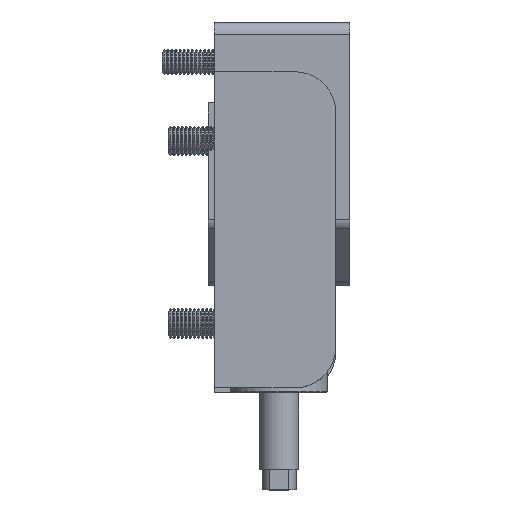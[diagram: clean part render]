
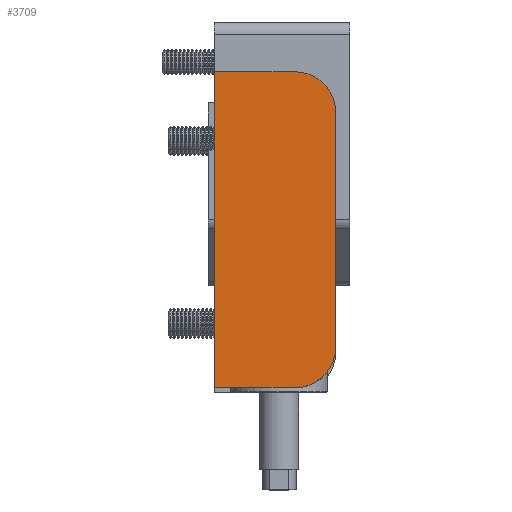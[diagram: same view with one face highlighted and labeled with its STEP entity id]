
A CAD part, top view. The second image highlights one B-rep face of the part: STEP entity #3709.
In plain terms, the highlighted planar face has unit normal (0, 0, 1).
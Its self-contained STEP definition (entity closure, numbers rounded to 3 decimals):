
#188 = VERTEX_POINT ( 'NONE', #1888 ) ;
#814 = LINE ( 'NONE', #9420, #10081 ) ;
#936 = CIRCLE ( 'NONE', #1425, 10. ) ;
#1030 = ORIENTED_EDGE ( 'NONE', *, *, #5657, .T. ) ;
#1145 = VECTOR ( 'NONE', #4453, 1000. ) ;
#1212 = DIRECTION ( 'NONE',  ( 0., 1., 0. ) ) ;
#1228 = AXIS2_PLACEMENT_3D ( 'NONE', #6476, #7449, #4073 ) ;
#1340 = VERTEX_POINT ( 'NONE', #7434 ) ;
#1425 = AXIS2_PLACEMENT_3D ( 'NONE', #2498, #3281, #1715 ) ;
#1715 = DIRECTION ( 'NONE',  ( -1., 0., 0. ) ) ;
#1888 = CARTESIAN_POINT ( 'NONE',  ( 39., -15., 35. ) ) ;
#1958 = CARTESIAN_POINT ( 'NONE',  ( -39., -15., 35. ) ) ;
#2160 = DIRECTION ( 'NONE',  ( 0., 0., 1. ) ) ;
#2266 = DIRECTION ( 'NONE',  ( -1., 0., 0. ) ) ;
#2267 = EDGE_CURVE ( 'NONE', #188, #9813, #5199, .T. ) ;
#2498 = CARTESIAN_POINT ( 'NONE',  ( -29., 5., 35. ) ) ;
#2743 = LINE ( 'NONE', #1958, #1145 ) ;
#3070 = CIRCLE ( 'NONE', #8749, 10. ) ;
#3142 = VECTOR ( 'NONE', #3803, 1000. ) ;
#3281 = DIRECTION ( 'NONE',  ( 0., 0., 1. ) ) ;
#3570 = CARTESIAN_POINT ( 'NONE',  ( 39., -15., 35. ) ) ;
#3591 = CARTESIAN_POINT ( 'NONE',  ( 29., 15., 35. ) ) ;
#3709 = ADVANCED_FACE ( 'NONE', ( #8244 ), #9709, .F. ) ;
#3803 = DIRECTION ( 'NONE',  ( 1., 0., 0. ) ) ;
#4073 = DIRECTION ( 'NONE',  ( -1., 0., 0. ) ) ;
#4453 = DIRECTION ( 'NONE',  ( 0., -1., 0. ) ) ;
#4518 = EDGE_CURVE ( 'NONE', #9813, #6115, #3070, .T. ) ;
#4602 = ORIENTED_EDGE ( 'NONE', *, *, #7577, .T. ) ;
#5141 = CARTESIAN_POINT ( 'NONE',  ( -39., -15., 35. ) ) ;
#5199 = LINE ( 'NONE', #3570, #9366 ) ;
#5329 = DIRECTION ( 'NONE',  ( -1., 0., 0. ) ) ;
#5657 = EDGE_CURVE ( 'NONE', #7008, #188, #7087, .T. ) ;
#5892 = ORIENTED_EDGE ( 'NONE', *, *, #6020, .T. ) ;
#6020 = EDGE_CURVE ( 'NONE', #1340, #7008, #2743, .T. ) ;
#6044 = ORIENTED_EDGE ( 'NONE', *, *, #4518, .T. ) ;
#6115 = VERTEX_POINT ( 'NONE', #3591 ) ;
#6275 = VERTEX_POINT ( 'NONE', #8519 ) ;
#6476 = CARTESIAN_POINT ( 'NONE',  ( 0., 0., 35. ) ) ;
#7008 = VERTEX_POINT ( 'NONE', #5141 ) ;
#7033 = EDGE_LOOP ( 'NONE', ( #4602, #8320, #5892, #1030, #9057, #6044 ) ) ;
#7087 = LINE ( 'NONE', #10151, #3142 ) ;
#7254 = EDGE_CURVE ( 'NONE', #6275, #1340, #936, .T. ) ;
#7434 = CARTESIAN_POINT ( 'NONE',  ( -39., 5., 35. ) ) ;
#7449 = DIRECTION ( 'NONE',  ( 0., 0., -1. ) ) ;
#7577 = EDGE_CURVE ( 'NONE', #6115, #6275, #814, .T. ) ;
#8244 = FACE_OUTER_BOUND ( 'NONE', #7033, .T. ) ;
#8320 = ORIENTED_EDGE ( 'NONE', *, *, #7254, .T. ) ;
#8519 = CARTESIAN_POINT ( 'NONE',  ( -29., 15., 35. ) ) ;
#8749 = AXIS2_PLACEMENT_3D ( 'NONE', #9316, #2160, #5329 ) ;
#9057 = ORIENTED_EDGE ( 'NONE', *, *, #2267, .T. ) ;
#9095 = CARTESIAN_POINT ( 'NONE',  ( 39., 5., 35. ) ) ;
#9316 = CARTESIAN_POINT ( 'NONE',  ( 29., 5., 35. ) ) ;
#9366 = VECTOR ( 'NONE', #1212, 1000. ) ;
#9420 = CARTESIAN_POINT ( 'NONE',  ( -39., 15., 35. ) ) ;
#9709 = PLANE ( 'NONE',  #1228 ) ;
#9813 = VERTEX_POINT ( 'NONE', #9095 ) ;
#10081 = VECTOR ( 'NONE', #2266, 1000. ) ;
#10151 = CARTESIAN_POINT ( 'NONE',  ( -39., -15., 35. ) ) ;
